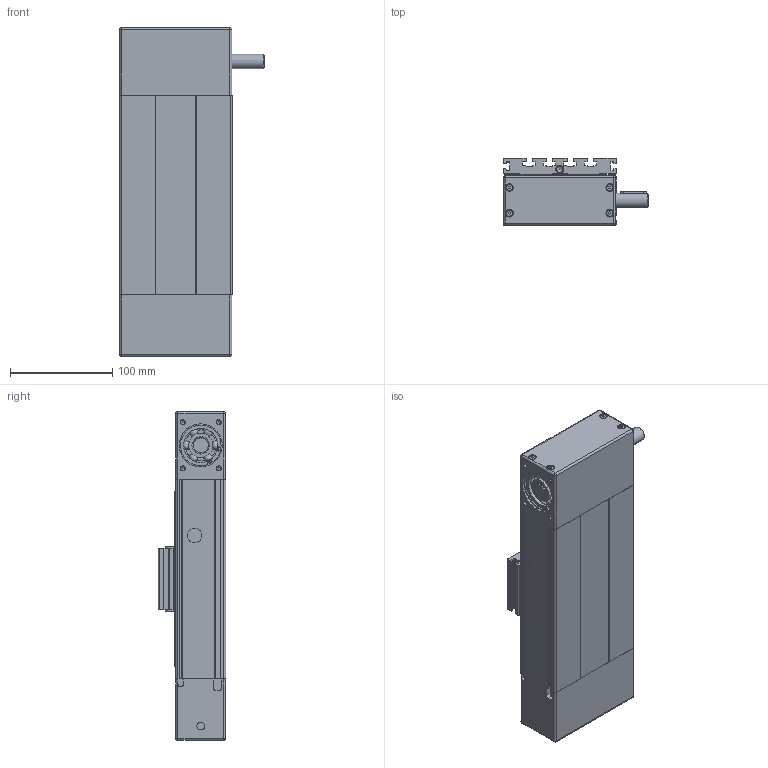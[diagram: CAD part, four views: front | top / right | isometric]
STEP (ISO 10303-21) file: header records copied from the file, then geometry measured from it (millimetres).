
FILE_DESCRIPTION((''),'2;1');
FILE_NAME('CTJ 110 0 S 1 R 1.stp','2012-04-25T10:13:54',('MFrelih'),(''),'Autodesk Inventor 2012','Autodesk Inventor 2012','');
FILE_SCHEMA(('AUTOMOTIVE_DESIGN { 1 0 10303 214 1 1 1 1 }'));
Length unit declared in the file: millimetre
Products named in the file (2): Assembly5; CTJ 110 L IPART-041
Assembly tree (1 placements, depth 2):
  Assembly5
    CTJ 110 L IPART-041
Bounding box: 141.5 x 66 x 321 mm (x, y, z)
Volume: 1068719.6 mm3; surface area: 349551.1 mm2
Topology: 1 solids, 25 shells, 1335 faces, 3722 edges, 2419 vertices
Faces by surface type: cylinder 612, plane 608, cone 57, torus 38, sphere 20
Full cylindrical faces by diameter (mm): 1.7 x4, 2.459 x4, 2.5 x4, 3 x8, 3.4 x4, 4 x3, 4.134 x12, 4.5 x4, 6 x8, 7.5 x2, 8 x6, 9 x2, 14 x3, 14.3 x2, 15 x6, 20 x2, 23.64 x4, 30.5 x2, 33.36 x4, 41.5 x2, 42 x6, 44.5 x2
Entity records: 44018 total; most frequent: CARTESIAN_POINT 8870, DIRECTION 7344, ORIENTED_EDGE 6852, EDGE_CURVE 3426, AXIS2_PLACEMENT_3D 2704, VERTEX_POINT 2308, VECTOR 1936, LINE 1936
